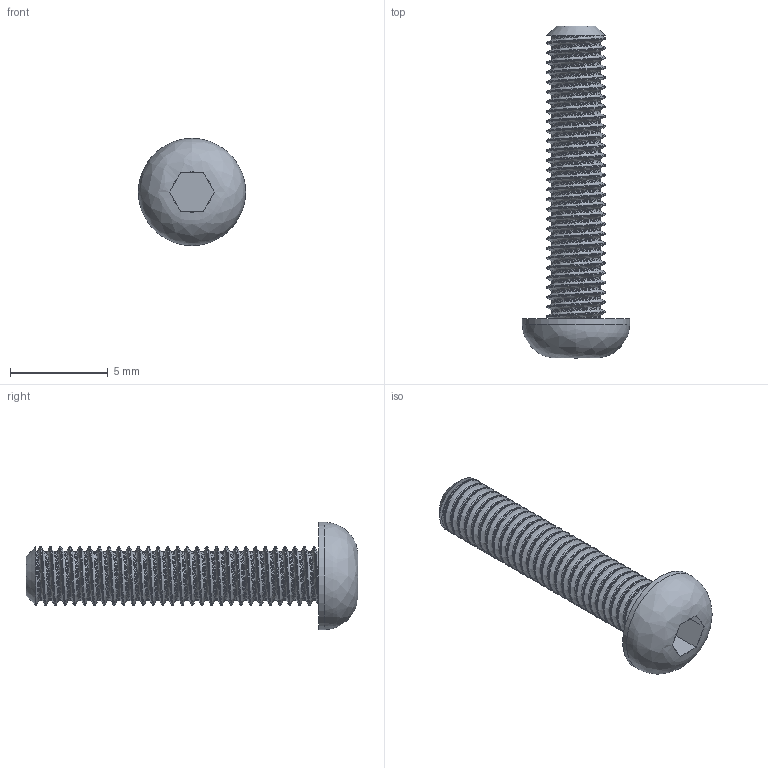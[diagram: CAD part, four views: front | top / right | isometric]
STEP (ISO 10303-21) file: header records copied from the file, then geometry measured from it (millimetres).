
FILE_DESCRIPTION(/* description */ (''),/* implementation_level */ '2;1');
FILE_NAME(/* name */ 'bolt m3 - extruder.stp',/* time_stamp */ '2020-11-19T20:21:44+03:00',/* author */ ('Max'),/* organization */ (''),/* preprocessor_version */ 'ST-DEVELOPER v16.5',/* originating_system */ 'Autodesk Inventor 2017',/* authorisation */ '');
FILE_SCHEMA (('AUTOMOTIVE_DESIGN { 1 0 10303 214 3 1 1 }'));
Length unit declared in the file: millimetre
Products named in the file (1): вал м8 на 400
мм
Bounding box: 5.5 x 17 x 5.5 mm (x, y, z)
Volume: 118.3 mm3; surface area: 483 mm2
Topology: 2 solids, 2 shells, 30 faces, 73 edges, 49 vertices
Faces by surface type: plane 18, bspline 7, cylinder 4, cone 1
Full cylindrical faces by diameter (mm): 2.459 x1, 5.5 x1
Entity records: 7667 total; most frequent: CARTESIAN_POINT 7022, ORIENTED_EDGE 138, DIRECTION 102, EDGE_CURVE 69, VERTEX_POINT 48, AXIS2_PLACEMENT_3D 42, EDGE_LOOP 35, B_SPLINE_CURVE_WITH_KNOTS 32
